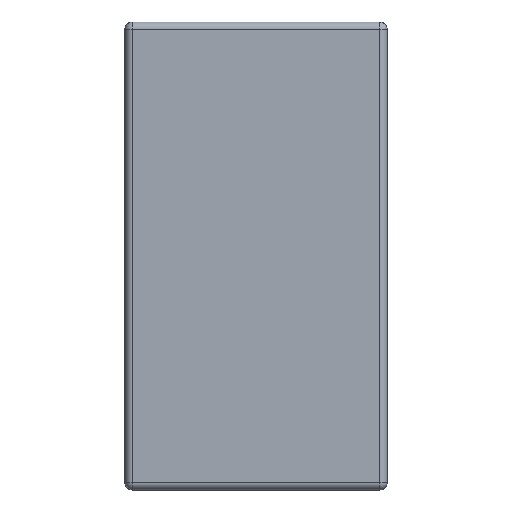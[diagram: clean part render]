
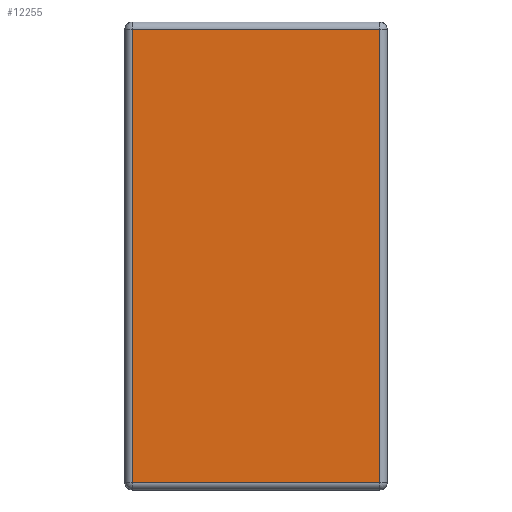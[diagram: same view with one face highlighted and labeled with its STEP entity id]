
A CAD part, left-side view. The second image highlights one B-rep face of the part: STEP entity #12255.
In plain terms, the highlighted planar face has unit normal (-1, 0, 0).
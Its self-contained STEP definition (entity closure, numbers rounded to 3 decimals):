
#3594=DIRECTION('',(0.,0.,-1.));
#3595=VECTOR('',#3594,2.42);
#3596=CARTESIAN_POINT('',(-1.6,0.04,1.21));
#3597=LINE('',#3596,#3595);
#3601=DIRECTION('',(0.,1.,0.));
#3602=VECTOR('',#3601,1.32);
#3603=CARTESIAN_POINT('',(-1.6,0.04,-1.21));
#3604=LINE('',#3603,#3602);
#3608=DIRECTION('',(0.,0.,1.));
#3609=VECTOR('',#3608,2.42);
#3610=CARTESIAN_POINT('',(-1.6,1.36,-1.21));
#3611=LINE('',#3610,#3609);
#3615=DIRECTION('',(0.,-1.,0.));
#3616=VECTOR('',#3615,1.32);
#3617=CARTESIAN_POINT('',(-1.6,1.36,1.21));
#3618=LINE('',#3617,#3616);
#5666=CARTESIAN_POINT('',(-1.6,0.04,1.21));
#5667=CARTESIAN_POINT('',(-1.6,0.04,-1.21));
#5668=VERTEX_POINT('',#5666);
#5669=VERTEX_POINT('',#5667);
#5674=CARTESIAN_POINT('',(-1.6,1.36,-1.21));
#5675=VERTEX_POINT('',#5674);
#5680=CARTESIAN_POINT('',(-1.6,1.36,1.21));
#5681=VERTEX_POINT('',#5680);
#12243=CARTESIAN_POINT('',(-1.6,0.,-1.25));
#12244=DIRECTION('',(-1.,0.,0.));
#12245=DIRECTION('',(0.,0.,1.));
#12246=AXIS2_PLACEMENT_3D('',#12243,#12244,#12245);
#12247=PLANE('',#12246);
#12249=ORIENTED_EDGE('',*,*,#12248,.T.);
#12250=ORIENTED_EDGE('',*,*,#11142,.T.);
#12251=ORIENTED_EDGE('',*,*,#12225,.T.);
#12252=ORIENTED_EDGE('',*,*,#9846,.T.);
#12253=EDGE_LOOP('',(#12249,#12250,#12251,#12252));
#12254=FACE_OUTER_BOUND('',#12253,.F.);
#12255=ADVANCED_FACE('',(#12254),#12247,.T.);
#9846=EDGE_CURVE('',#5681,#5668,#3618,.T.);
#11142=EDGE_CURVE('',#5669,#5675,#3604,.T.);
#12225=EDGE_CURVE('',#5675,#5681,#3611,.T.);
#12248=EDGE_CURVE('',#5668,#5669,#3597,.T.);
